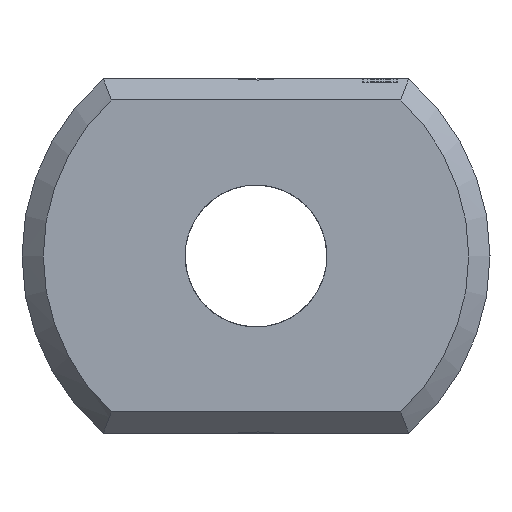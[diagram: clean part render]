
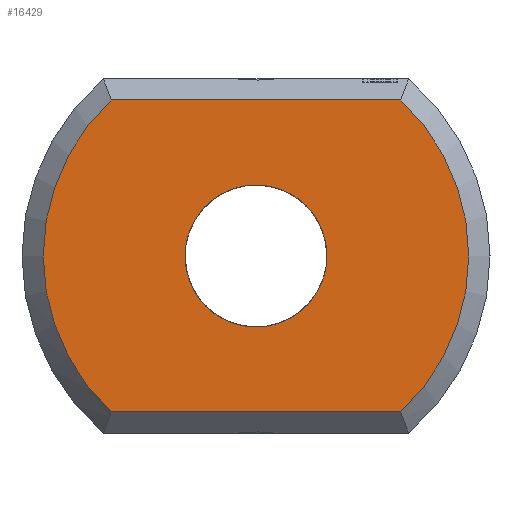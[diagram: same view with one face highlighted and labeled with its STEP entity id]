
A CAD part, left-side view. The second image highlights one B-rep face of the part: STEP entity #16429.
In plain terms, the highlighted planar face has unit normal (-1, 0, 0).
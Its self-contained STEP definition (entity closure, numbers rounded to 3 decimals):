
#4047 = VERTEX_POINT('',#4048);
#4048 = CARTESIAN_POINT('',(0.,-2.04,2.2));
#4057 = VERTEX_POINT('',#4058);
#4058 = CARTESIAN_POINT('',(0.,-2.04,-2.2));
#4065 = EDGE_CURVE('',#4047,#4057,#4066,.T.);
#4066 = CIRCLE('',#4067,3.);
#4067 = AXIS2_PLACEMENT_3D('',#4068,#4069,#4070);
#4068 = CARTESIAN_POINT('',(0.,0.,0.));
#4069 = DIRECTION('',(1.,0.,0.));
#4070 = DIRECTION('',(0.,-0.653,0.758)
  );
#5156 = VERTEX_POINT('',#5157);
#5157 = CARTESIAN_POINT('',(0.,2.04,2.2));
#5164 = EDGE_CURVE('',#4047,#5156,#5165,.T.);
#5165 = LINE('',#5166,#5167);
#5166 = CARTESIAN_POINT('',(0.,-2.154,2.2));
#5167 = VECTOR('',#5168,1.);
#5168 = DIRECTION('',(0.,1.,0.));
#16429 = ADVANCED_FACE('',(#16430,#16449),#16460,.F.);
#16430 = FACE_BOUND('',#16431,.F.);
#16431 = EDGE_LOOP('',(#16432,#16441,#16442,#16443));
#16432 = ORIENTED_EDGE('',*,*,#16433,.T.);
#16433 = EDGE_CURVE('',#16434,#5156,#16436,.T.);
#16434 = VERTEX_POINT('',#16435);
#16435 = CARTESIAN_POINT('',(0.,2.04,-2.2));
#16436 = CIRCLE('',#16437,3.);
#16437 = AXIS2_PLACEMENT_3D('',#16438,#16439,#16440);
#16438 = CARTESIAN_POINT('',(0.,0.,0.));
#16439 = DIRECTION('',(1.,0.,0.));
#16440 = DIRECTION('',(0.,0.653,-0.758)
  );
#16441 = ORIENTED_EDGE('',*,*,#5164,.F.);
#16442 = ORIENTED_EDGE('',*,*,#4065,.T.);
#16443 = ORIENTED_EDGE('',*,*,#16444,.T.);
#16444 = EDGE_CURVE('',#4057,#16434,#16445,.T.);
#16445 = LINE('',#16446,#16447);
#16446 = CARTESIAN_POINT('',(0.,-2.154,-2.2));
#16447 = VECTOR('',#16448,1.);
#16448 = DIRECTION('',(0.,1.,0.));
#16449 = FACE_BOUND('',#16450,.T.);
#16450 = EDGE_LOOP('',(#16451));
#16451 = ORIENTED_EDGE('',*,*,#16452,.T.);
#16452 = EDGE_CURVE('',#16453,#16453,#16455,.T.);
#16453 = VERTEX_POINT('',#16454);
#16454 = CARTESIAN_POINT('',(0.,1.,0.)
  );
#16455 = CIRCLE('',#16456,1.);
#16456 = AXIS2_PLACEMENT_3D('',#16457,#16458,#16459);
#16457 = CARTESIAN_POINT('',(0.,0.,0.));
#16458 = DIRECTION('',(1.,0.,0.));
#16459 = DIRECTION('',(0.,1.,0.));
#16460 = PLANE('',#16461);
#16461 = AXIS2_PLACEMENT_3D('',#16462,#16463,#16464);
#16462 = CARTESIAN_POINT('',(0.,0.,0.));
#16463 = DIRECTION('',(1.,0.,0.));
#16464 = DIRECTION('',(0.,0.,1.));
